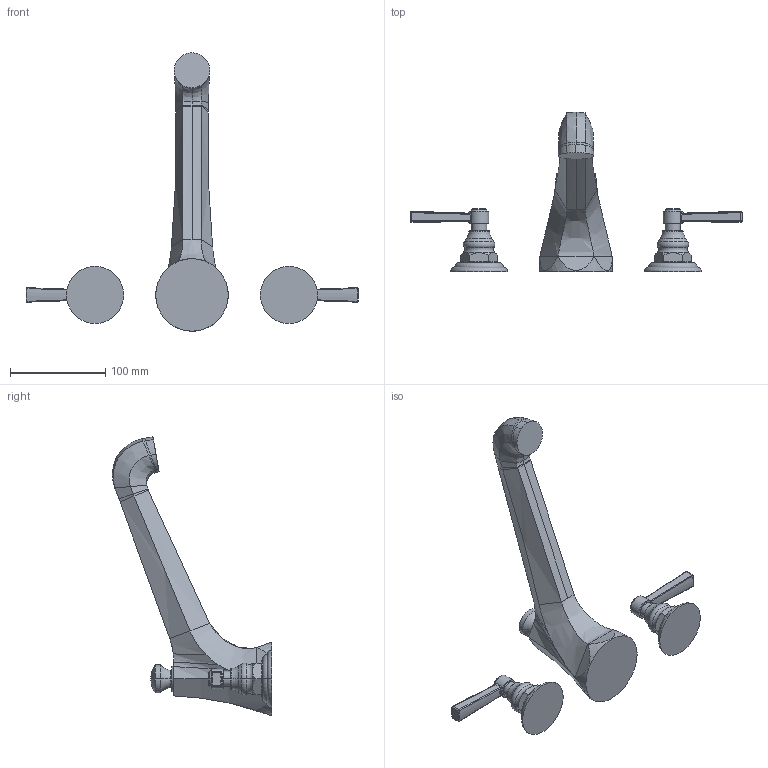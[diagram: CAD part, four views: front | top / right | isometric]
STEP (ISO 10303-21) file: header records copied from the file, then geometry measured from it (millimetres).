
FILE_DESCRIPTION((''),'2;1');
FILE_NAME('3-916','2021-03-16T10:31:55',('jinson.thomas'),(''),'CREO PARAMETRIC BY PTC INC, 2018400','CREO PARAMETRIC BY PTC INC, 2018400','');
FILE_SCHEMA(('CONFIG_CONTROL_DESIGN'));
Length unit declared in the file: inch
Products named in the file (1): 3-916
Bounding box: 347.98 x 166.94 x 291.69 mm (x, y, z)
Volume: 667868.5 mm3; surface area: 84636.6 mm2
Topology: 4 solids, 4 shells, 265 faces, 559 edges, 313 vertices
Faces by surface type: bspline 105, plane 63, torus 40, cylinder 39, cone 10, sphere 8
Entity records: 9957 total; most frequent: CARTESIAN_POINT 4974, ORIENTED_EDGE 1114, DIRECTION 855, EDGE_CURVE 557, AXIS2_PLACEMENT_3D 366, VERTEX_POINT 313, EDGE_LOOP 278, FACE_OUTER_BOUND 265
